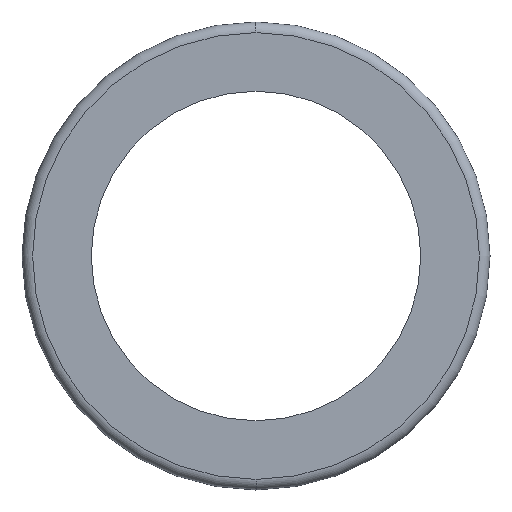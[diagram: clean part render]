
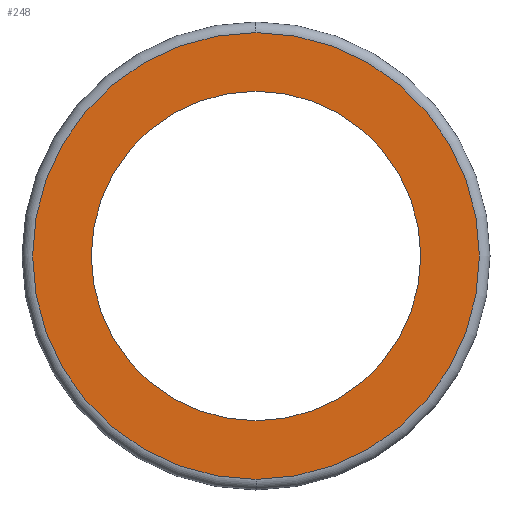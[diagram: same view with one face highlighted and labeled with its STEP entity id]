
A CAD part, left-side view. The second image highlights one B-rep face of the part: STEP entity #248.
In plain terms, the highlighted planar face has unit normal (-1, 0, 0).
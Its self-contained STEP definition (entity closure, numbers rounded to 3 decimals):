
#9 = EDGE_CURVE ( 'NONE', #268, #234, #289, .T. ) ;
#22 = DIRECTION ( 'NONE',  ( -1., 0., 0. ) ) ;
#43 = VERTEX_POINT ( 'NONE', #274 ) ;
#46 = CARTESIAN_POINT ( 'NONE',  ( -3.5, 0., 0. ) ) ;
#58 = EDGE_CURVE ( 'NONE', #137, #43, #323, .T. ) ;
#80 = AXIS2_PLACEMENT_3D ( 'NONE', #330, #161, #363 ) ;
#83 = AXIS2_PLACEMENT_3D ( 'NONE', #46, #22, #302 ) ;
#87 = AXIS2_PLACEMENT_3D ( 'NONE', #271, #303, #106 ) ;
#101 = CARTESIAN_POINT ( 'NONE',  ( -3.5, 0., 0. ) ) ;
#102 = ORIENTED_EDGE ( 'NONE', *, *, #265, .F. ) ;
#106 = DIRECTION ( 'NONE',  ( 0., 0., -1. ) ) ;
#107 = CARTESIAN_POINT ( 'NONE',  ( -3.5, 0., 0. ) ) ;
#117 = FACE_BOUND ( 'NONE', #315, .T. ) ;
#128 = ORIENTED_EDGE ( 'NONE', *, *, #9, .T. ) ;
#134 = DIRECTION ( 'NONE',  ( 0., 0., -1. ) ) ;
#137 = VERTEX_POINT ( 'NONE', #181 ) ;
#145 = AXIS2_PLACEMENT_3D ( 'NONE', #107, #337, #280 ) ;
#151 = CIRCLE ( 'NONE', #83, 7.746 ) ;
#161 = DIRECTION ( 'NONE',  ( -1., 0., 0. ) ) ;
#180 = EDGE_LOOP ( 'NONE', ( #128, #267 ) ) ;
#181 = CARTESIAN_POINT ( 'NONE',  ( -3.5, 0., 7.746 ) ) ;
#214 = DIRECTION ( 'NONE',  ( -1., 0., 0. ) ) ;
#220 = CARTESIAN_POINT ( 'NONE',  ( -3.5, 0., 10.5 ) ) ;
#223 = FACE_OUTER_BOUND ( 'NONE', #180, .T. ) ;
#234 = VERTEX_POINT ( 'NONE', #220 ) ;
#248 = ADVANCED_FACE ( 'NONE', ( #223, #117 ), #290, .F. ) ;
#258 = ORIENTED_EDGE ( 'NONE', *, *, #58, .F. ) ;
#262 = EDGE_CURVE ( 'NONE', #234, #268, #272, .T. ) ;
#265 = EDGE_CURVE ( 'NONE', #43, #137, #151, .T. ) ;
#267 = ORIENTED_EDGE ( 'NONE', *, *, #262, .T. ) ;
#268 = VERTEX_POINT ( 'NONE', #361 ) ;
#271 = CARTESIAN_POINT ( 'NONE',  ( -3.5, 11., 0. ) ) ;
#272 = CIRCLE ( 'NONE', #145, 10.5 ) ;
#274 = CARTESIAN_POINT ( 'NONE',  ( -3.5, 0., -7.746 ) ) ;
#280 = DIRECTION ( 'NONE',  ( 0., 0., -1. ) ) ;
#289 = CIRCLE ( 'NONE', #339, 10.5 ) ;
#290 = PLANE ( 'NONE',  #87 ) ;
#302 = DIRECTION ( 'NONE',  ( 0., 0., 1. ) ) ;
#303 = DIRECTION ( 'NONE',  ( 1., 0., 0. ) ) ;
#315 = EDGE_LOOP ( 'NONE', ( #258, #102 ) ) ;
#323 = CIRCLE ( 'NONE', #80, 7.746 ) ;
#330 = CARTESIAN_POINT ( 'NONE',  ( -3.5, 0., 0. ) ) ;
#337 = DIRECTION ( 'NONE',  ( -1., 0., 0. ) ) ;
#339 = AXIS2_PLACEMENT_3D ( 'NONE', #101, #214, #134 ) ;
#361 = CARTESIAN_POINT ( 'NONE',  ( -3.5, 0., -10.5 ) ) ;
#363 = DIRECTION ( 'NONE',  ( 0., 0., 1. ) ) ;
